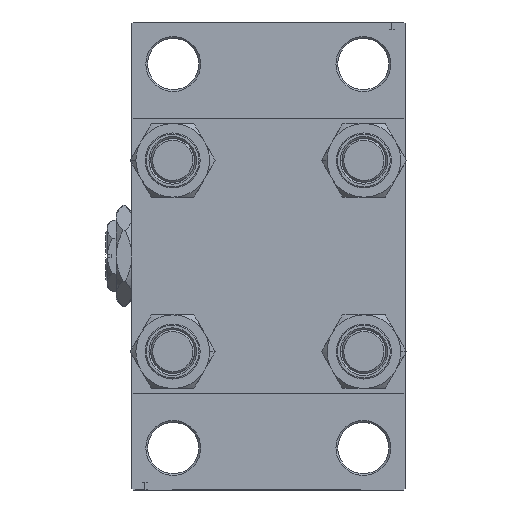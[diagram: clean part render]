
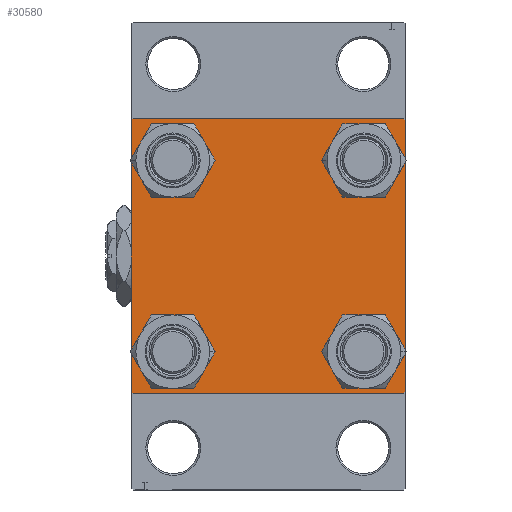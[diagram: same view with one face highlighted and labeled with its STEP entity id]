
A CAD part, left-side view. The second image highlights one B-rep face of the part: STEP entity #30580.
In plain terms, the highlighted planar face has unit normal (-1, 0, 0).
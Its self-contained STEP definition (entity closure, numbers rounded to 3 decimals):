
#150 = CARTESIAN_POINT ( 'NONE',  ( 0., 26.15, 26.15 ) ) ;
#344 = CARTESIAN_POINT ( 'NONE',  ( 0., 26.15, 26.15 ) ) ;
#502 = VECTOR ( 'NONE', #7561, 1000. ) ;
#1248 = LINE ( 'NONE', #30566, #42402 ) ;
#1568 = DIRECTION ( 'NONE',  ( 1., 0., 0. ) ) ;
#2137 = AXIS2_PLACEMENT_3D ( 'NONE', #29316, #14272, #11243 ) ;
#4448 = AXIS2_PLACEMENT_3D ( 'NONE', #8959, #43768, #24765 ) ;
#5166 = EDGE_CURVE ( 'NONE', #17148, #48189, #31656, .T. ) ;
#5606 = CARTESIAN_POINT ( 'NONE',  ( 0., 26.15, 32.65 ) ) ;
#6447 = LINE ( 'NONE', #18213, #13741 ) ;
#6728 = FACE_BOUND ( 'NONE', #34244, .T. ) ;
#7218 = DIRECTION ( 'NONE',  ( -1., 0., 0. ) ) ;
#7422 = EDGE_CURVE ( 'NONE', #48189, #17148, #33332, .T. ) ;
#7451 = VERTEX_POINT ( 'NONE', #10994 ) ;
#7561 = DIRECTION ( 'NONE',  ( 0., -1., 0. ) ) ;
#7709 = PLANE ( 'NONE',  #33599 ) ;
#7734 = DIRECTION ( 'NONE',  ( 0., 0., 1. ) ) ;
#8185 = EDGE_CURVE ( 'NONE', #30026, #38930, #47740, .T. ) ;
#8694 = ORIENTED_EDGE ( 'NONE', *, *, #22542, .T. ) ;
#8959 = CARTESIAN_POINT ( 'NONE',  ( 0., -26.15, -26.15 ) ) ;
#9024 = CARTESIAN_POINT ( 'NONE',  ( 0., 26.15, -32.65 ) ) ;
#9433 = VERTEX_POINT ( 'NONE', #24601 ) ;
#10401 = LINE ( 'NONE', #24964, #20207 ) ;
#10431 = CIRCLE ( 'NONE', #44044, 6.5 ) ;
#10994 = CARTESIAN_POINT ( 'NONE',  ( 0., -37., 37.5 ) ) ;
#11243 = DIRECTION ( 'NONE',  ( 0., 0., 1. ) ) ;
#11472 = FACE_OUTER_BOUND ( 'NONE', #41626, .T. ) ;
#11652 = CARTESIAN_POINT ( 'NONE',  ( 0., -37.5, -37. ) ) ;
#11781 = VERTEX_POINT ( 'NONE', #11652 ) ;
#11860 = DIRECTION ( 'NONE',  ( 1., 0., 0. ) ) ;
#12241 = CARTESIAN_POINT ( 'NONE',  ( 0., 26.15, -26.15 ) ) ;
#12319 = LINE ( 'NONE', #27127, #26183 ) ;
#13265 = ORIENTED_EDGE ( 'NONE', *, *, #18556, .F. ) ;
#13466 = CIRCLE ( 'NONE', #25448, 6.5 ) ;
#13741 = VECTOR ( 'NONE', #29251, 1000. ) ;
#14065 = EDGE_LOOP ( 'NONE', ( #24529, #37619 ) ) ;
#14272 = DIRECTION ( 'NONE',  ( 1., 0., 0. ) ) ;
#14423 = CARTESIAN_POINT ( 'NONE',  ( 0., 37.5, 37.5 ) ) ;
#14492 = FACE_BOUND ( 'NONE', #43330, .T. ) ;
#14749 = CARTESIAN_POINT ( 'NONE',  ( 0., 0., 0. ) ) ;
#14866 = EDGE_CURVE ( 'NONE', #15024, #38698, #18287, .T. ) ;
#15024 = VERTEX_POINT ( 'NONE', #27642 ) ;
#15157 = ORIENTED_EDGE ( 'NONE', *, *, #38969, .T. ) ;
#15630 = DIRECTION ( 'NONE',  ( 0., 0., 1. ) ) ;
#16030 = DIRECTION ( 'NONE',  ( 0., 0., -1. ) ) ;
#16268 = VECTOR ( 'NONE', #17522, 1000. ) ;
#16846 = DIRECTION ( 'NONE',  ( 0., 0., 1. ) ) ;
#17148 = VERTEX_POINT ( 'NONE', #46003 ) ;
#17522 = DIRECTION ( 'NONE',  ( 0., -0.707, -0.707 ) ) ;
#17593 = ORIENTED_EDGE ( 'NONE', *, *, #14866, .T. ) ;
#18213 = CARTESIAN_POINT ( 'NONE',  ( 0., -37.25, -37.25 ) ) ;
#18282 = CIRCLE ( 'NONE', #23080, 6.5 ) ;
#18287 = CIRCLE ( 'NONE', #24666, 6.5 ) ;
#18556 = EDGE_CURVE ( 'NONE', #9433, #7451, #37616, .T. ) ;
#18794 = CARTESIAN_POINT ( 'NONE',  ( 0., 37.5, 37. ) ) ;
#19262 = DIRECTION ( 'NONE',  ( 0., 0., 1. ) ) ;
#19916 = EDGE_CURVE ( 'NONE', #46386, #35856, #38796, .T. ) ;
#20135 = DIRECTION ( 'NONE',  ( 0., 0., 1. ) ) ;
#20207 = VECTOR ( 'NONE', #40945, 1000. ) ;
#20632 = CARTESIAN_POINT ( 'NONE',  ( 0., -26.15, 26.15 ) ) ;
#20876 = EDGE_CURVE ( 'NONE', #25463, #7451, #12319, .T. ) ;
#21333 = VECTOR ( 'NONE', #24292, 1000. ) ;
#21579 = CIRCLE ( 'NONE', #32760, 6.5 ) ;
#22542 = EDGE_CURVE ( 'NONE', #38698, #15024, #13466, .T. ) ;
#23080 = AXIS2_PLACEMENT_3D ( 'NONE', #12241, #41800, #7734 ) ;
#23206 = DIRECTION ( 'NONE',  ( 1., 0., 0. ) ) ;
#23462 = ORIENTED_EDGE ( 'NONE', *, *, #7422, .T. ) ;
#23913 = EDGE_CURVE ( 'NONE', #48347, #26261, #18282, .T. ) ;
#24292 = DIRECTION ( 'NONE',  ( 0., -1., 0. ) ) ;
#24529 = ORIENTED_EDGE ( 'NONE', *, *, #31540, .T. ) ;
#24601 = CARTESIAN_POINT ( 'NONE',  ( 0., 37., 37.5 ) ) ;
#24666 = AXIS2_PLACEMENT_3D ( 'NONE', #150, #23206, #38457 ) ;
#24765 = DIRECTION ( 'NONE',  ( 0., 0., 1. ) ) ;
#24964 = CARTESIAN_POINT ( 'NONE',  ( 0., 37.25, 37.25 ) ) ;
#24987 = ORIENTED_EDGE ( 'NONE', *, *, #34382, .T. ) ;
#25448 = AXIS2_PLACEMENT_3D ( 'NONE', #344, #11860, #15630 ) ;
#25463 = VERTEX_POINT ( 'NONE', #30636 ) ;
#25719 = EDGE_CURVE ( 'NONE', #38930, #30026, #21579, .T. ) ;
#26028 = FACE_BOUND ( 'NONE', #33808, .T. ) ;
#26183 = VECTOR ( 'NONE', #46866, 1000. ) ;
#26261 = VERTEX_POINT ( 'NONE', #26769 ) ;
#26769 = CARTESIAN_POINT ( 'NONE',  ( 0., 26.15, -19.65 ) ) ;
#27127 = CARTESIAN_POINT ( 'NONE',  ( 0., -37.25, 37.25 ) ) ;
#27642 = CARTESIAN_POINT ( 'NONE',  ( 0., 26.15, 19.65 ) ) ;
#28067 = EDGE_CURVE ( 'NONE', #25463, #11781, #1248, .T. ) ;
#28546 = CARTESIAN_POINT ( 'NONE',  ( 0., 37.25, -37.25 ) ) ;
#28673 = VERTEX_POINT ( 'NONE', #40477 ) ;
#28948 = CARTESIAN_POINT ( 'NONE',  ( 0., 37., -37.5 ) ) ;
#29004 = ORIENTED_EDGE ( 'NONE', *, *, #5166, .T. ) ;
#29251 = DIRECTION ( 'NONE',  ( 0., -0.707, 0.707 ) ) ;
#29316 = CARTESIAN_POINT ( 'NONE',  ( 0., -26.15, -26.15 ) ) ;
#30026 = VERTEX_POINT ( 'NONE', #38517 ) ;
#30040 = DIRECTION ( 'NONE',  ( 1., 0., 0. ) ) ;
#30566 = CARTESIAN_POINT ( 'NONE',  ( 0., -37.5, 37.5 ) ) ;
#30580 = ADVANCED_FACE ( 'NONE', ( #6728, #14492, #45284, #26028, #11472 ), #7709, .T. ) ;
#30613 = CARTESIAN_POINT ( 'NONE',  ( 0., 37.5, 37.5 ) ) ;
#30636 = CARTESIAN_POINT ( 'NONE',  ( 0., -37.5, 37. ) ) ;
#31540 = EDGE_CURVE ( 'NONE', #26261, #48347, #10431, .T. ) ;
#31628 = ORIENTED_EDGE ( 'NONE', *, *, #36051, .T. ) ;
#31656 = CIRCLE ( 'NONE', #4448, 6.5 ) ;
#32044 = CARTESIAN_POINT ( 'NONE',  ( 0., -26.15, 32.65 ) ) ;
#32142 = DIRECTION ( 'NONE',  ( 1., 0., 0. ) ) ;
#32760 = AXIS2_PLACEMENT_3D ( 'NONE', #35865, #1568, #16846 ) ;
#32771 = ORIENTED_EDGE ( 'NONE', *, *, #8185, .T. ) ;
#33332 = CIRCLE ( 'NONE', #2137, 6.5 ) ;
#33529 = CARTESIAN_POINT ( 'NONE',  ( 0., 26.15, -26.15 ) ) ;
#33599 = AXIS2_PLACEMENT_3D ( 'NONE', #14749, #7218, #44795 ) ;
#33808 = EDGE_LOOP ( 'NONE', ( #8694, #17593 ) ) ;
#34244 = EDGE_LOOP ( 'NONE', ( #43713, #32771 ) ) ;
#34304 = ORIENTED_EDGE ( 'NONE', *, *, #28067, .F. ) ;
#34382 = EDGE_CURVE ( 'NONE', #35856, #11781, #6447, .T. ) ;
#34579 = ORIENTED_EDGE ( 'NONE', *, *, #39513, .T. ) ;
#35856 = VERTEX_POINT ( 'NONE', #46912 ) ;
#35865 = CARTESIAN_POINT ( 'NONE',  ( 0., -26.15, 26.15 ) ) ;
#36051 = EDGE_CURVE ( 'NONE', #9433, #43290, #10401, .T. ) ;
#37458 = ORIENTED_EDGE ( 'NONE', *, *, #20876, .T. ) ;
#37616 = LINE ( 'NONE', #30613, #502 ) ;
#37619 = ORIENTED_EDGE ( 'NONE', *, *, #23913, .T. ) ;
#38457 = DIRECTION ( 'NONE',  ( 0., 0., 1. ) ) ;
#38517 = CARTESIAN_POINT ( 'NONE',  ( 0., -26.15, 19.65 ) ) ;
#38698 = VERTEX_POINT ( 'NONE', #5606 ) ;
#38796 = LINE ( 'NONE', #43294, #21333 ) ;
#38930 = VERTEX_POINT ( 'NONE', #32044 ) ;
#38969 = EDGE_CURVE ( 'NONE', #28673, #46386, #48055, .T. ) ;
#39513 = EDGE_CURVE ( 'NONE', #43290, #28673, #48716, .T. ) ;
#40477 = CARTESIAN_POINT ( 'NONE',  ( 0., 37.5, -37. ) ) ;
#40945 = DIRECTION ( 'NONE',  ( 0., 0.707, -0.707 ) ) ;
#41365 = CARTESIAN_POINT ( 'NONE',  ( 0., -26.15, -32.65 ) ) ;
#41626 = EDGE_LOOP ( 'NONE', ( #34579, #15157, #45525, #24987, #34304, #37458, #13265, #31628 ) ) ;
#41800 = DIRECTION ( 'NONE',  ( 1., 0., 0. ) ) ;
#42402 = VECTOR ( 'NONE', #16030, 1000. ) ;
#43290 = VERTEX_POINT ( 'NONE', #18794 ) ;
#43294 = CARTESIAN_POINT ( 'NONE',  ( 0., 37.5, -37.5 ) ) ;
#43330 = EDGE_LOOP ( 'NONE', ( #29004, #23462 ) ) ;
#43713 = ORIENTED_EDGE ( 'NONE', *, *, #25719, .T. ) ;
#43768 = DIRECTION ( 'NONE',  ( 1., 0., 0. ) ) ;
#44044 = AXIS2_PLACEMENT_3D ( 'NONE', #33529, #30040, #19262 ) ;
#44795 = DIRECTION ( 'NONE',  ( 0., 0., 1. ) ) ;
#44961 = DIRECTION ( 'NONE',  ( 0., 0., -1. ) ) ;
#45069 = VECTOR ( 'NONE', #44961, 1000. ) ;
#45284 = FACE_BOUND ( 'NONE', #14065, .T. ) ;
#45525 = ORIENTED_EDGE ( 'NONE', *, *, #19916, .T. ) ;
#46003 = CARTESIAN_POINT ( 'NONE',  ( 0., -26.15, -19.65 ) ) ;
#46386 = VERTEX_POINT ( 'NONE', #28948 ) ;
#46866 = DIRECTION ( 'NONE',  ( 0., 0.707, 0.707 ) ) ;
#46912 = CARTESIAN_POINT ( 'NONE',  ( 0., -37., -37.5 ) ) ;
#46946 = AXIS2_PLACEMENT_3D ( 'NONE', #20632, #32142, #20135 ) ;
#47740 = CIRCLE ( 'NONE', #46946, 6.5 ) ;
#48055 = LINE ( 'NONE', #28546, #16268 ) ;
#48189 = VERTEX_POINT ( 'NONE', #41365 ) ;
#48347 = VERTEX_POINT ( 'NONE', #9024 ) ;
#48716 = LINE ( 'NONE', #14423, #45069 ) ;
